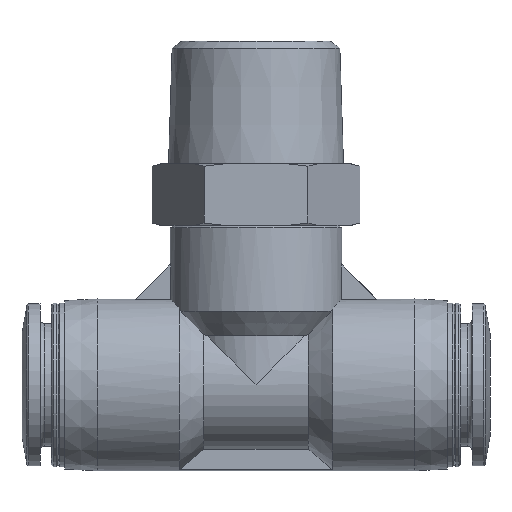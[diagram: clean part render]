
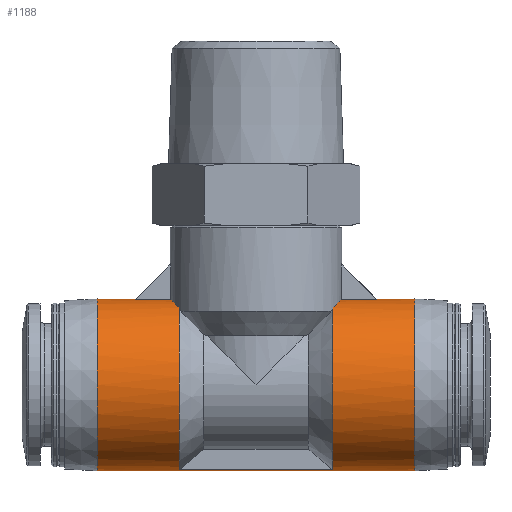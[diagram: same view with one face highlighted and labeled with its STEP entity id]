
A CAD part, front view. The second image highlights one B-rep face of the part: STEP entity #1188.
In plain terms, the highlighted cylindrical face has radius 10.5 mm (diameter 21 mm), a full revolution.
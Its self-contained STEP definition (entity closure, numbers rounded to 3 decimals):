
#133=LINE('',#1919,#168);
#134=LINE('',#1921,#169);
#155=LINE('',#2140,#190);
#156=LINE('',#2141,#191);
#157=LINE('',#2142,#192);
#158=LINE('',#2143,#193);
#168=VECTOR('',#1493,1000.);
#169=VECTOR('',#1496,1000.);
#190=VECTOR('',#1611,1000.);
#191=VECTOR('',#1612,1000.);
#192=VECTOR('',#1613,1000.);
#193=VECTOR('',#1614,1000.);
#202=ELLIPSE('',#1275,14.849,10.5);
#204=ELLIPSE('',#1277,14.849,10.5);
#205=ELLIPSE('',#1278,14.849,10.5);
#207=ELLIPSE('',#1280,14.849,10.5);
#208=ELLIPSE('',#1326,14.849,10.5);
#209=ELLIPSE('',#1329,14.849,10.5);
#416=ORIENTED_EDGE('',*,*,#641,.F.);
#417=ORIENTED_EDGE('',*,*,#642,.F.);
#418=ORIENTED_EDGE('',*,*,#643,.T.);
#419=ORIENTED_EDGE('',*,*,#564,.T.);
#420=ORIENTED_EDGE('',*,*,#556,.F.);
#421=ORIENTED_EDGE('',*,*,#644,.F.);
#422=ORIENTED_EDGE('',*,*,#546,.T.);
#423=ORIENTED_EDGE('',*,*,#573,.T.);
#424=ORIENTED_EDGE('',*,*,#575,.F.);
#425=ORIENTED_EDGE('',*,*,#640,.T.);
#426=ORIENTED_EDGE('',*,*,#576,.T.);
#427=ORIENTED_EDGE('',*,*,#569,.T.);
#428=ORIENTED_EDGE('',*,*,#548,.T.);
#429=ORIENTED_EDGE('',*,*,#645,.T.);
#430=ORIENTED_EDGE('',*,*,#554,.F.);
#431=ORIENTED_EDGE('',*,*,#568,.T.);
#432=ORIENTED_EDGE('',*,*,#646,.F.);
#433=ORIENTED_EDGE('',*,*,#647,.T.);
#546=EDGE_CURVE('',#701,#703,#810,.T.);
#548=EDGE_CURVE('',#705,#704,#811,.T.);
#554=EDGE_CURVE('',#709,#707,#812,.T.);
#556=EDGE_CURVE('',#710,#711,#813,.T.);
#564=EDGE_CURVE('',#714,#711,#202,.F.);
#568=EDGE_CURVE('',#709,#717,#204,.F.);
#569=EDGE_CURVE('',#718,#705,#205,.F.);
#573=EDGE_CURVE('',#703,#721,#207,.F.);
#575=EDGE_CURVE('',#722,#721,#133,.F.);
#576=EDGE_CURVE('',#723,#718,#134,.F.);
#640=EDGE_CURVE('',#722,#723,#208,.F.);
#641=EDGE_CURVE('',#767,#767,#836,.T.);
#642=EDGE_CURVE('',#768,#769,#209,.T.);
#643=EDGE_CURVE('',#768,#714,#155,.T.);
#644=EDGE_CURVE('',#701,#710,#156,.T.);
#645=EDGE_CURVE('',#704,#707,#157,.T.);
#646=EDGE_CURVE('',#769,#717,#158,.T.);
#647=EDGE_CURVE('',#770,#770,#837,.T.);
#701=VERTEX_POINT('',#1824);
#703=VERTEX_POINT('',#1834);
#704=VERTEX_POINT('',#1841);
#705=VERTEX_POINT('',#1843);
#707=VERTEX_POINT('',#1858);
#709=VERTEX_POINT('',#1868);
#710=VERTEX_POINT('',#1875);
#711=VERTEX_POINT('',#1877);
#714=VERTEX_POINT('',#1899);
#717=VERTEX_POINT('',#1905);
#718=VERTEX_POINT('',#1908);
#721=VERTEX_POINT('',#1914);
#722=VERTEX_POINT('',#1918);
#723=VERTEX_POINT('',#1922);
#767=VERTEX_POINT('',#2136);
#768=VERTEX_POINT('',#2138);
#769=VERTEX_POINT('',#2139);
#770=VERTEX_POINT('',#2145);
#810=CIRCLE('',#1258,10.5);
#811=CIRCLE('',#1260,10.5);
#812=CIRCLE('',#1262,10.5);
#813=CIRCLE('',#1264,10.5);
#836=CIRCLE('',#1328,10.5);
#837=CIRCLE('',#1330,10.5);
#920=EDGE_LOOP('',(#416));
#921=EDGE_LOOP('',(#417,#418,#419,#420,#421,#422,#423,#424,#425,#426,#427,
#428,#429,#430,#431,#432));
#922=EDGE_LOOP('',(#433));
#1049=FACE_BOUND('',#920,.T.);
#1050=FACE_BOUND('',#921,.T.);
#1051=FACE_BOUND('',#922,.T.);
#1136=CYLINDRICAL_SURFACE('',#1327,10.5);
#1188=ADVANCED_FACE('',(#1049,#1050,#1051),#1136,.T.);
#1258=AXIS2_PLACEMENT_3D('',#1835,#1440,#1441);
#1260=AXIS2_PLACEMENT_3D('',#1842,#1444,#1445);
#1262=AXIS2_PLACEMENT_3D('',#1869,#1448,#1449);
#1264=AXIS2_PLACEMENT_3D('',#1876,#1452,#1453);
#1275=AXIS2_PLACEMENT_3D('',#1898,#1474,#1475);
#1277=AXIS2_PLACEMENT_3D('',#1906,#1480,#1481);
#1278=AXIS2_PLACEMENT_3D('',#1907,#1482,#1483);
#1280=AXIS2_PLACEMENT_3D('',#1915,#1488,#1489);
#1326=AXIS2_PLACEMENT_3D('',#2133,#1603,#1604);
#1327=AXIS2_PLACEMENT_3D('',#2134,#1605,#1606);
#1328=AXIS2_PLACEMENT_3D('',#2135,#1607,#1608);
#1329=AXIS2_PLACEMENT_3D('',#2137,#1609,#1610);
#1330=AXIS2_PLACEMENT_3D('',#2144,#1615,#1616);
#1440=DIRECTION('',(1.,0.,0.));
#1441=DIRECTION('',(0.,0.,-1.));
#1444=DIRECTION('',(1.,0.,0.));
#1445=DIRECTION('',(0.,0.,-1.));
#1448=DIRECTION('',(1.,0.,0.));
#1449=DIRECTION('',(0.,0.,-1.));
#1452=DIRECTION('',(1.,0.,0.));
#1453=DIRECTION('',(0.,0.,-1.));
#1474=DIRECTION('',(0.707,0.,0.707));
#1475=DIRECTION('',(-0.707,0.,0.707));
#1480=DIRECTION('',(0.707,0.,0.707));
#1481=DIRECTION('',(-0.707,0.,0.707));
#1482=DIRECTION('',(-0.707,0.,0.707));
#1483=DIRECTION('',(0.707,0.,0.707));
#1488=DIRECTION('',(-0.707,0.,0.707));
#1489=DIRECTION('',(0.707,0.,0.707));
#1493=DIRECTION('',(1.,0.,0.));
#1496=DIRECTION('',(1.,0.,0.));
#1603=DIRECTION('',(-0.707,0.,-0.707));
#1604=DIRECTION('',(0.707,0.,-0.707));
#1605=DIRECTION('',(1.,0.,0.));
#1606=DIRECTION('',(0.,0.,-1.));
#1607=DIRECTION('',(1.,0.,0.));
#1608=DIRECTION('',(0.,0.,-1.));
#1609=DIRECTION('',(0.707,0.,-0.707));
#1610=DIRECTION('',(0.707,0.,0.707));
#1611=DIRECTION('',(1.,0.,0.));
#1612=DIRECTION('',(-1.,0.,0.));
#1613=DIRECTION('',(-1.,0.,0.));
#1614=DIRECTION('',(1.,0.,0.));
#1615=DIRECTION('',(1.,0.,0.));
#1616=DIRECTION('',(0.,0.,-1.));
#1824=CARTESIAN_POINT('',(9.4,1.5,-10.392));
#1834=CARTESIAN_POINT('',(9.4,4.679,9.4));
#1835=CARTESIAN_POINT('',(9.4,0.,0.));
#1841=CARTESIAN_POINT('',(9.4,-1.5,-10.392));
#1842=CARTESIAN_POINT('',(9.4,0.,0.));
#1843=CARTESIAN_POINT('',(9.4,-4.679,9.4));
#1858=CARTESIAN_POINT('',(-9.4,-1.5,-10.392));
#1868=CARTESIAN_POINT('',(-9.4,-4.679,9.4));
#1869=CARTESIAN_POINT('',(-9.4,0.,0.));
#1875=CARTESIAN_POINT('',(-9.4,1.5,-10.392));
#1876=CARTESIAN_POINT('',(-9.4,0.,0.));
#1877=CARTESIAN_POINT('',(-9.4,4.679,9.4));
#1898=CARTESIAN_POINT('',(0.,0.,0.));
#1899=CARTESIAN_POINT('',(-10.392,1.5,10.392));
#1905=CARTESIAN_POINT('',(-10.392,-1.5,10.392));
#1906=CARTESIAN_POINT('',(0.,0.,0.));
#1907=CARTESIAN_POINT('',(0.,0.,0.));
#1908=CARTESIAN_POINT('',(10.392,-1.5,10.392));
#1914=CARTESIAN_POINT('',(10.392,1.5,10.392));
#1915=CARTESIAN_POINT('',(0.,0.,0.));
#1918=CARTESIAN_POINT('',(14.781,1.5,10.392));
#1919=CARTESIAN_POINT('',(28.6,1.5,10.392));
#1921=CARTESIAN_POINT('',(28.6,-1.5,10.392));
#1922=CARTESIAN_POINT('',(14.781,-1.5,10.392));
#2133=CARTESIAN_POINT('',(25.173,0.,0.));
#2134=CARTESIAN_POINT('',(28.6,0.,0.));
#2135=CARTESIAN_POINT('',(19.4,0.,0.));
#2136=CARTESIAN_POINT('',(19.4,0.,-10.5));
#2137=CARTESIAN_POINT('',(-25.173,0.,0.));
#2138=CARTESIAN_POINT('',(-14.781,1.5,10.392));
#2139=CARTESIAN_POINT('',(-14.781,-1.5,10.392));
#2140=CARTESIAN_POINT('',(28.6,1.5,10.392));
#2141=CARTESIAN_POINT('',(9.4,1.5,-10.392));
#2142=CARTESIAN_POINT('',(9.4,-1.5,-10.392));
#2143=CARTESIAN_POINT('',(28.6,-1.5,10.392));
#2144=CARTESIAN_POINT('',(-19.4,0.,0.));
#2145=CARTESIAN_POINT('',(-19.4,0.,-10.5));
